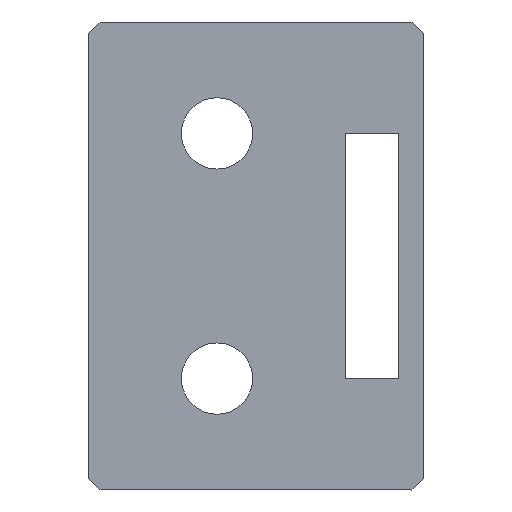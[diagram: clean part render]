
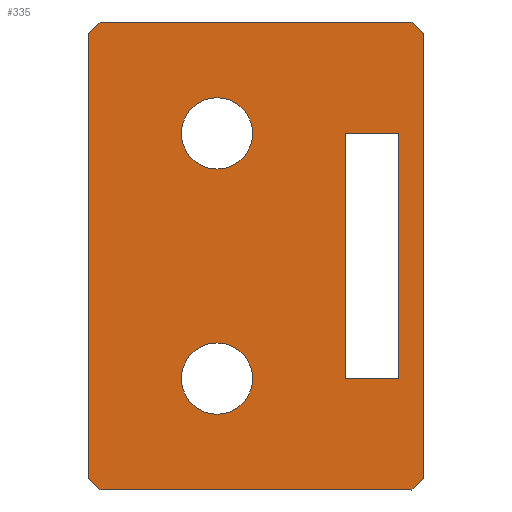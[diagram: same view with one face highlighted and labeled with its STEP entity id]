
A CAD part, front view. The second image highlights one B-rep face of the part: STEP entity #335.
In plain terms, the highlighted planar face has unit normal (0, -1, 0).
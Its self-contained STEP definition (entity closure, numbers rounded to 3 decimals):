
#15=CIRCLE('',#363,1.6);
#17=CIRCLE('',#368,1.6);
#88=ORIENTED_EDGE('',*,*,#116,.T.);
#89=ORIENTED_EDGE('',*,*,#120,.T.);
#90=ORIENTED_EDGE('',*,*,#123,.T.);
#91=ORIENTED_EDGE('',*,*,#126,.T.);
#92=ORIENTED_EDGE('',*,*,#129,.T.);
#93=ORIENTED_EDGE('',*,*,#132,.T.);
#94=ORIENTED_EDGE('',*,*,#135,.T.);
#95=ORIENTED_EDGE('',*,*,#142,.T.);
#96=ORIENTED_EDGE('',*,*,#106,.T.);
#97=ORIENTED_EDGE('',*,*,#110,.T.);
#98=ORIENTED_EDGE('',*,*,#113,.T.);
#99=ORIENTED_EDGE('',*,*,#140,.T.);
#100=ORIENTED_EDGE('',*,*,#139,.T.);
#101=ORIENTED_EDGE('',*,*,#145,.T.);
#106=EDGE_CURVE('',#148,#149,#178,.T.);
#110=EDGE_CURVE('',#149,#152,#182,.T.);
#113=EDGE_CURVE('',#152,#154,#185,.T.);
#116=EDGE_CURVE('',#156,#157,#188,.T.);
#120=EDGE_CURVE('',#157,#160,#192,.T.);
#123=EDGE_CURVE('',#160,#162,#195,.T.);
#126=EDGE_CURVE('',#162,#164,#198,.T.);
#129=EDGE_CURVE('',#164,#166,#201,.T.);
#132=EDGE_CURVE('',#166,#168,#204,.T.);
#135=EDGE_CURVE('',#168,#170,#207,.T.);
#139=EDGE_CURVE('',#173,#173,#15,.T.);
#140=EDGE_CURVE('',#154,#148,#210,.T.);
#142=EDGE_CURVE('',#170,#156,#212,.T.);
#145=EDGE_CURVE('',#175,#175,#17,.T.);
#148=VERTEX_POINT('',#464);
#149=VERTEX_POINT('',#465);
#152=VERTEX_POINT('',#473);
#154=VERTEX_POINT('',#479);
#156=VERTEX_POINT('',#485);
#157=VERTEX_POINT('',#486);
#160=VERTEX_POINT('',#494);
#162=VERTEX_POINT('',#500);
#164=VERTEX_POINT('',#506);
#166=VERTEX_POINT('',#512);
#168=VERTEX_POINT('',#518);
#170=VERTEX_POINT('',#524);
#173=VERTEX_POINT('',#532);
#175=VERTEX_POINT('',#543);
#178=LINE('',#463,#214);
#182=LINE('',#472,#218);
#185=LINE('',#478,#221);
#188=LINE('',#484,#224);
#192=LINE('',#493,#228);
#195=LINE('',#499,#231);
#198=LINE('',#505,#234);
#201=LINE('',#511,#237);
#204=LINE('',#517,#240);
#207=LINE('',#523,#243);
#210=LINE('',#534,#246);
#212=LINE('',#537,#248);
#214=VECTOR('',#379,1000.);
#218=VECTOR('',#385,1000.);
#221=VECTOR('',#390,1000.);
#224=VECTOR('',#395,1000.);
#228=VECTOR('',#401,1000.);
#231=VECTOR('',#406,1000.);
#234=VECTOR('',#411,1000.);
#237=VECTOR('',#416,1000.);
#240=VECTOR('',#421,1000.);
#243=VECTOR('',#426,1000.);
#246=VECTOR('',#437,1000.);
#248=VECTOR('',#441,1000.);
#270=EDGE_LOOP('',(#88,#89,#90,#91,#92,#93,#94,#95));
#271=EDGE_LOOP('',(#96,#97,#98,#99));
#272=EDGE_LOOP('',(#100));
#273=EDGE_LOOP('',(#101));
#298=FACE_BOUND('',#270,.T.);
#299=FACE_BOUND('',#271,.T.);
#300=FACE_BOUND('',#272,.T.);
#301=FACE_BOUND('',#273,.T.);
#319=PLANE('',#372);
#335=ADVANCED_FACE('',(#298,#299,#300,#301),#319,.F.);
#363=AXIS2_PLACEMENT_3D('',#531,#433,#434);
#368=AXIS2_PLACEMENT_3D('',#542,#447,#448);
#372=AXIS2_PLACEMENT_3D('',#549,#455,#456);
#379=DIRECTION('',(0.,0.,1.));
#385=DIRECTION('',(1.,0.,0.));
#390=DIRECTION('',(0.,0.,-1.));
#395=DIRECTION('',(0.,0.,-1.));
#401=DIRECTION('',(0.707,0.,-0.707));
#406=DIRECTION('',(1.,0.,0.));
#411=DIRECTION('',(0.707,0.,0.707));
#416=DIRECTION('',(0.,0.,1.));
#421=DIRECTION('',(-0.707,0.,0.707));
#426=DIRECTION('',(-1.,0.,0.));
#433=DIRECTION('',(0.,1.,0.));
#434=DIRECTION('',(-1.,0.,0.));
#437=DIRECTION('',(-1.,0.,0.));
#441=DIRECTION('',(-0.707,0.,-0.707));
#447=DIRECTION('',(0.,1.,0.));
#448=DIRECTION('',(-1.,0.,0.));
#455=DIRECTION('',(0.,1.,0.));
#456=DIRECTION('',(0.,0.,1.));
#463=CARTESIAN_POINT('',(27.,-177.5,-264.5));
#464=CARTESIAN_POINT('',(27.,-177.5,-264.5));
#465=CARTESIAN_POINT('',(27.,-177.5,-253.5));
#472=CARTESIAN_POINT('',(27.,-177.5,-253.5));
#473=CARTESIAN_POINT('',(29.4,-177.5,-253.5));
#478=CARTESIAN_POINT('',(29.4,-177.5,-253.5));
#479=CARTESIAN_POINT('',(29.4,-177.5,-264.5));
#484=CARTESIAN_POINT('',(15.5,-177.5,-249.));
#485=CARTESIAN_POINT('',(15.5,-177.5,-249.));
#486=CARTESIAN_POINT('',(15.5,-177.5,-269.));
#493=CARTESIAN_POINT('',(15.5,-177.5,-269.));
#494=CARTESIAN_POINT('',(16.,-177.5,-269.5));
#499=CARTESIAN_POINT('',(16.,-177.5,-269.5));
#500=CARTESIAN_POINT('',(30.,-177.5,-269.5));
#505=CARTESIAN_POINT('',(30.,-177.5,-269.5));
#506=CARTESIAN_POINT('',(30.5,-177.5,-269.));
#511=CARTESIAN_POINT('',(30.5,-177.5,-269.));
#512=CARTESIAN_POINT('',(30.5,-177.5,-249.));
#517=CARTESIAN_POINT('',(30.5,-177.5,-249.));
#518=CARTESIAN_POINT('',(30.,-177.5,-248.5));
#523=CARTESIAN_POINT('',(30.,-177.5,-248.5));
#524=CARTESIAN_POINT('',(16.,-177.5,-248.5));
#531=CARTESIAN_POINT('',(21.25,-177.5,-253.5));
#532=CARTESIAN_POINT('',(19.65,-177.5,-253.5));
#534=CARTESIAN_POINT('',(29.4,-177.5,-264.5));
#537=CARTESIAN_POINT('',(16.,-177.5,-248.5));
#542=CARTESIAN_POINT('',(21.25,-177.5,-264.5));
#543=CARTESIAN_POINT('',(19.65,-177.5,-264.5));
#549=CARTESIAN_POINT('',(21.25,-177.5,-253.5));
